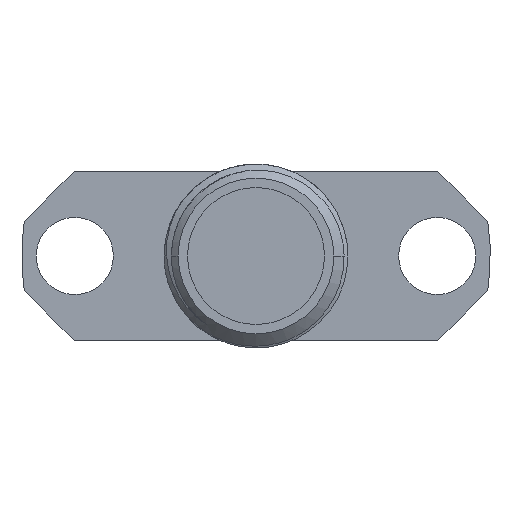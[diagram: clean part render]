
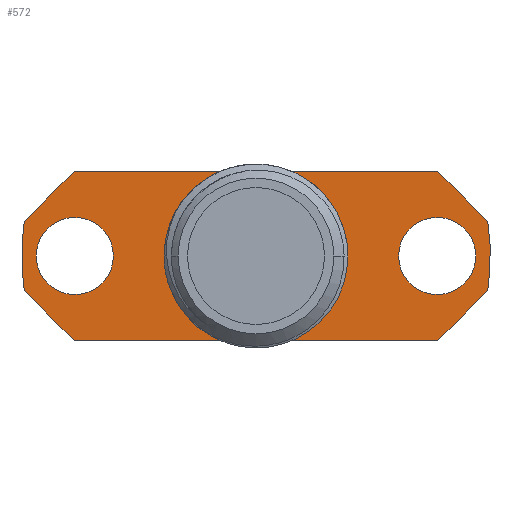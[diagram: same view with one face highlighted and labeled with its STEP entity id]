
A CAD part, left-side view. The second image highlights one B-rep face of the part: STEP entity #572.
In plain terms, the highlighted planar face has unit normal (-1, 0, 0).
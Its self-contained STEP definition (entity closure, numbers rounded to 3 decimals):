
#14 = DIRECTION ( 'NONE',  ( 0., -1., 0. ) ) ;
#25 = ORIENTED_EDGE ( 'NONE', *, *, #2257, .T. ) ;
#44 = DIRECTION ( 'NONE',  ( 0., -1., 0. ) ) ;
#47 = EDGE_LOOP ( 'NONE', ( #3723, #1876 ) ) ;
#62 = CIRCLE ( 'NONE', #2825, 1.3 ) ;
#94 = CARTESIAN_POINT ( 'NONE',  ( 7.8, -7.813, 1.167 ) ) ;
#179 = PLANE ( 'NONE',  #214 ) ;
#204 = DIRECTION ( 'NONE',  ( 0., 0.707, -0.707 ) ) ;
#207 = VERTEX_POINT ( 'NONE', #748 ) ;
#208 = VERTEX_POINT ( 'NONE', #2272 ) ;
#214 = AXIS2_PLACEMENT_3D ( 'NONE', #2949, #494, #1357 ) ;
#242 = VECTOR ( 'NONE', #2025, 1000. ) ;
#280 = LINE ( 'NONE', #865, #426 ) ;
#283 = VERTEX_POINT ( 'NONE', #496 ) ;
#290 = DIRECTION ( 'NONE',  ( 0., 0., 1. ) ) ;
#292 = VERTEX_POINT ( 'NONE', #415 ) ;
#322 = ORIENTED_EDGE ( 'NONE', *, *, #2862, .T. ) ;
#358 = VERTEX_POINT ( 'NONE', #610 ) ;
#415 = CARTESIAN_POINT ( 'NONE',  ( 7.8, -7.813, -1.167 ) ) ;
#426 = VECTOR ( 'NONE', #44, 1000. ) ;
#435 = CARTESIAN_POINT ( 'NONE',  ( 7.8, -6.11, 0. ) ) ;
#494 = DIRECTION ( 'NONE',  ( -1., 0., 0. ) ) ;
#496 = CARTESIAN_POINT ( 'NONE',  ( 7.8, 7.813, 1.167 ) ) ;
#513 = DIRECTION ( 'NONE',  ( -1., 0., 0. ) ) ;
#530 = CIRCLE ( 'NONE', #2746, 1.3 ) ;
#549 = EDGE_CURVE ( 'NONE', #207, #2445, #595, .T. ) ;
#553 = ORIENTED_EDGE ( 'NONE', *, *, #977, .T. ) ;
#572 = ADVANCED_FACE ( 'NONE', ( #3220, #1399, #788, #1378 ), #179, .T. ) ;
#595 = CIRCLE ( 'NONE', #1777, 1.3 ) ;
#606 = CIRCLE ( 'NONE', #1976, 7.9 ) ;
#610 = CARTESIAN_POINT ( 'NONE',  ( 7.8, 2.625, 0. ) ) ;
#735 = CARTESIAN_POINT ( 'NONE',  ( 7.8, 6.11, 0. ) ) ;
#737 = CIRCLE ( 'NONE', #1438, 2.625 ) ;
#748 = CARTESIAN_POINT ( 'NONE',  ( 7.8, -6.11, -1.3 ) ) ;
#761 = ORIENTED_EDGE ( 'NONE', *, *, #1345, .T. ) ;
#762 = CARTESIAN_POINT ( 'NONE',  ( 7.8, -6.13, 2.85 ) ) ;
#788 = FACE_BOUND ( 'NONE', #928, .T. ) ;
#865 = CARTESIAN_POINT ( 'NONE',  ( 7.8, 6.13, -2.85 ) ) ;
#916 = CIRCLE ( 'NONE', #3249, 7.9 ) ;
#928 = EDGE_LOOP ( 'NONE', ( #1113, #2571 ) ) ;
#929 = CARTESIAN_POINT ( 'NONE',  ( 7.8, 6.11, 1.3 ) ) ;
#935 = CARTESIAN_POINT ( 'NONE',  ( 7.8, 0., 0. ) ) ;
#977 = EDGE_CURVE ( 'NONE', #3507, #1769, #1772, .T. ) ;
#1036 = EDGE_LOOP ( 'NONE', ( #25, #322, #2860, #2636, #553, #3823, #761, #3657 ) ) ;
#1088 = CARTESIAN_POINT ( 'NONE',  ( 7.8, 6.13, 2.85 ) ) ;
#1091 = VERTEX_POINT ( 'NONE', #94 ) ;
#1113 = ORIENTED_EDGE ( 'NONE', *, *, #2000, .F. ) ;
#1143 = CARTESIAN_POINT ( 'NONE',  ( 7.8, 6.13, -2.85 ) ) ;
#1194 = DIRECTION ( 'NONE',  ( -1., 0., 0. ) ) ;
#1238 = DIRECTION ( 'NONE',  ( -1., 0., 0. ) ) ;
#1263 = CARTESIAN_POINT ( 'NONE',  ( 7.8, 0., 0. ) ) ;
#1345 = EDGE_CURVE ( 'NONE', #283, #1978, #916, .T. ) ;
#1357 = DIRECTION ( 'NONE',  ( 0., 0., 1. ) ) ;
#1378 = FACE_OUTER_BOUND ( 'NONE', #1036, .T. ) ;
#1399 = FACE_BOUND ( 'NONE', #3058, .T. ) ;
#1438 = AXIS2_PLACEMENT_3D ( 'NONE', #935, #1194, #14 ) ;
#1469 = CARTESIAN_POINT ( 'NONE',  ( 7.8, 6.11, 0. ) ) ;
#1498 = EDGE_CURVE ( 'NONE', #292, #1091, #606, .T. ) ;
#1499 = VERTEX_POINT ( 'NONE', #1143 ) ;
#1567 = AXIS2_PLACEMENT_3D ( 'NONE', #1469, #2418, #2439 ) ;
#1591 = CIRCLE ( 'NONE', #2103, 2.625 ) ;
#1626 = CARTESIAN_POINT ( 'NONE',  ( 7.8, -6.11, 1.3 ) ) ;
#1704 = VERTEX_POINT ( 'NONE', #2023 ) ;
#1734 = CARTESIAN_POINT ( 'NONE',  ( 7.8, -7.813, 1.167 ) ) ;
#1769 = VERTEX_POINT ( 'NONE', #3848 ) ;
#1772 = LINE ( 'NONE', #3040, #2280 ) ;
#1777 = AXIS2_PLACEMENT_3D ( 'NONE', #2313, #513, #1968 ) ;
#1790 = CARTESIAN_POINT ( 'NONE',  ( 7.8, 0., 0. ) ) ;
#1852 = EDGE_CURVE ( 'NONE', #2445, #207, #62, .T. ) ;
#1876 = ORIENTED_EDGE ( 'NONE', *, *, #549, .F. ) ;
#1935 = EDGE_CURVE ( 'NONE', #1769, #283, #3794, .T. ) ;
#1962 = EDGE_CURVE ( 'NONE', #208, #3756, #2507, .T. ) ;
#1968 = DIRECTION ( 'NONE',  ( 0., 0., 1. ) ) ;
#1976 = AXIS2_PLACEMENT_3D ( 'NONE', #3763, #3875, #2048 ) ;
#1978 = VERTEX_POINT ( 'NONE', #3663 ) ;
#2000 = EDGE_CURVE ( 'NONE', #1704, #358, #737, .T. ) ;
#2023 = CARTESIAN_POINT ( 'NONE',  ( 7.8, -2.625, 0. ) ) ;
#2025 = DIRECTION ( 'NONE',  ( 0., 0.707, 0.707 ) ) ;
#2048 = DIRECTION ( 'NONE',  ( 0., 0., 1. ) ) ;
#2063 = EDGE_CURVE ( 'NONE', #1091, #3507, #3194, .T. ) ;
#2103 = AXIS2_PLACEMENT_3D ( 'NONE', #1263, #3712, #3645 ) ;
#2130 = CARTESIAN_POINT ( 'NONE',  ( 7.8, -6.13, -2.85 ) ) ;
#2137 = DIRECTION ( 'NONE',  ( 0., 0., 1. ) ) ;
#2185 = DIRECTION ( 'NONE',  ( 0., -0.707, 0.707 ) ) ;
#2206 = DIRECTION ( 'NONE',  ( -1., 0., 0. ) ) ;
#2257 = EDGE_CURVE ( 'NONE', #1499, #2751, #280, .T. ) ;
#2268 = CARTESIAN_POINT ( 'NONE',  ( 7.8, 7.813, -1.167 ) ) ;
#2272 = CARTESIAN_POINT ( 'NONE',  ( 7.8, 6.11, -1.3 ) ) ;
#2280 = VECTOR ( 'NONE', #2982, 1000. ) ;
#2289 = DIRECTION ( 'NONE',  ( 0., -0.707, -0.707 ) ) ;
#2313 = CARTESIAN_POINT ( 'NONE',  ( 7.8, -6.11, 0. ) ) ;
#2418 = DIRECTION ( 'NONE',  ( -1., 0., 0. ) ) ;
#2420 = EDGE_CURVE ( 'NONE', #3756, #208, #530, .T. ) ;
#2439 = DIRECTION ( 'NONE',  ( 0., 0., 1. ) ) ;
#2445 = VERTEX_POINT ( 'NONE', #1626 ) ;
#2507 = CIRCLE ( 'NONE', #1567, 1.3 ) ;
#2568 = VECTOR ( 'NONE', #2289, 1000. ) ;
#2571 = ORIENTED_EDGE ( 'NONE', *, *, #3438, .F. ) ;
#2636 = ORIENTED_EDGE ( 'NONE', *, *, #2063, .T. ) ;
#2746 = AXIS2_PLACEMENT_3D ( 'NONE', #735, #2206, #3079 ) ;
#2751 = VERTEX_POINT ( 'NONE', #2130 ) ;
#2825 = AXIS2_PLACEMENT_3D ( 'NONE', #435, #1238, #2137 ) ;
#2832 = CARTESIAN_POINT ( 'NONE',  ( 7.8, -6.13, -2.85 ) ) ;
#2860 = ORIENTED_EDGE ( 'NONE', *, *, #1498, .T. ) ;
#2862 = EDGE_CURVE ( 'NONE', #2751, #292, #3324, .T. ) ;
#2949 = CARTESIAN_POINT ( 'NONE',  ( 7.8, 0., 0. ) ) ;
#2982 = DIRECTION ( 'NONE',  ( 0., 1., 0. ) ) ;
#2997 = DIRECTION ( 'NONE',  ( -1., 0., 0. ) ) ;
#3040 = CARTESIAN_POINT ( 'NONE',  ( 7.8, -6.13, 2.85 ) ) ;
#3058 = EDGE_LOOP ( 'NONE', ( #3187, #3271 ) ) ;
#3079 = DIRECTION ( 'NONE',  ( 0., 0., 1. ) ) ;
#3187 = ORIENTED_EDGE ( 'NONE', *, *, #2420, .F. ) ;
#3194 = LINE ( 'NONE', #1734, #242 ) ;
#3200 = VECTOR ( 'NONE', #204, 1000. ) ;
#3220 = FACE_BOUND ( 'NONE', #47, .T. ) ;
#3249 = AXIS2_PLACEMENT_3D ( 'NONE', #1790, #2997, #290 ) ;
#3271 = ORIENTED_EDGE ( 'NONE', *, *, #1962, .F. ) ;
#3324 = LINE ( 'NONE', #2832, #3430 ) ;
#3430 = VECTOR ( 'NONE', #2185, 1000. ) ;
#3438 = EDGE_CURVE ( 'NONE', #358, #1704, #1591, .T. ) ;
#3507 = VERTEX_POINT ( 'NONE', #762 ) ;
#3556 = EDGE_CURVE ( 'NONE', #1978, #1499, #3747, .T. ) ;
#3645 = DIRECTION ( 'NONE',  ( 0., -1., 0. ) ) ;
#3657 = ORIENTED_EDGE ( 'NONE', *, *, #3556, .T. ) ;
#3663 = CARTESIAN_POINT ( 'NONE',  ( 7.8, 7.813, -1.167 ) ) ;
#3712 = DIRECTION ( 'NONE',  ( -1., 0., 0. ) ) ;
#3723 = ORIENTED_EDGE ( 'NONE', *, *, #1852, .F. ) ;
#3747 = LINE ( 'NONE', #2268, #2568 ) ;
#3756 = VERTEX_POINT ( 'NONE', #929 ) ;
#3763 = CARTESIAN_POINT ( 'NONE',  ( 7.8, 0., 0. ) ) ;
#3794 = LINE ( 'NONE', #1088, #3200 ) ;
#3823 = ORIENTED_EDGE ( 'NONE', *, *, #1935, .T. ) ;
#3848 = CARTESIAN_POINT ( 'NONE',  ( 7.8, 6.13, 2.85 ) ) ;
#3875 = DIRECTION ( 'NONE',  ( -1., 0., 0. ) ) ;
